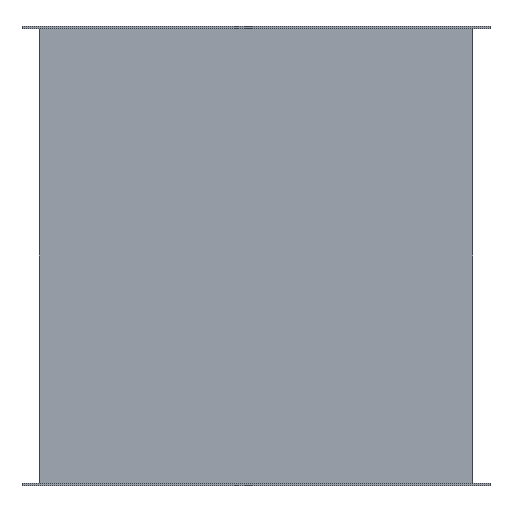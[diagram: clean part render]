
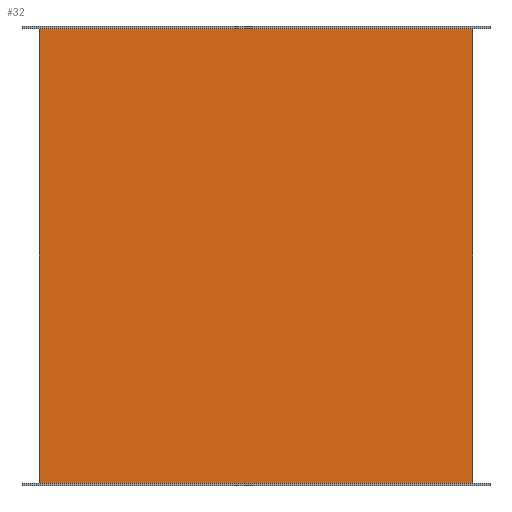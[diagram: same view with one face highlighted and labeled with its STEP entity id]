
A CAD part, front view. The second image highlights one B-rep face of the part: STEP entity #32.
In plain terms, the highlighted planar face has unit normal (0, -1, 0).
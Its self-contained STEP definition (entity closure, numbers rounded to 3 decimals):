
#10 = DIRECTION ( 'NONE',  ( 0., 1., 0. ) ) ;
#32 = ADVANCED_FACE ( 'NONE', ( #545 ), #1264, .F. ) ;
#208 = LINE ( 'NONE', #1759, #1259 ) ;
#215 = ORIENTED_EDGE ( 'NONE', *, *, #2265, .T. ) ;
#377 = EDGE_LOOP ( 'NONE', ( #1350, #1219, #1239, #215 ) ) ;
#389 = DIRECTION ( 'NONE',  ( -1., 0., 0. ) ) ;
#545 = FACE_OUTER_BOUND ( 'NONE', #377, .T. ) ;
#564 = EDGE_CURVE ( 'NONE', #676, #1226, #1621, .T. ) ;
#676 = VERTEX_POINT ( 'NONE', #2586 ) ;
#749 = VERTEX_POINT ( 'NONE', #2182 ) ;
#858 = VECTOR ( 'NONE', #2313, 1000. ) ;
#929 = DIRECTION ( 'NONE',  ( 0., 0., -1. ) ) ;
#1062 = VECTOR ( 'NONE', #1488, 1000. ) ;
#1219 = ORIENTED_EDGE ( 'NONE', *, *, #1745, .T. ) ;
#1226 = VERTEX_POINT ( 'NONE', #1929 ) ;
#1239 = ORIENTED_EDGE ( 'NONE', *, *, #564, .F. ) ;
#1254 = CARTESIAN_POINT ( 'NONE',  ( -250., -125., -262. ) ) ;
#1259 = VECTOR ( 'NONE', #929, 1000. ) ;
#1264 = PLANE ( 'NONE',  #2454 ) ;
#1350 = ORIENTED_EDGE ( 'NONE', *, *, #1383, .T. ) ;
#1383 = EDGE_CURVE ( 'NONE', #749, #2672, #208, .T. ) ;
#1431 = CARTESIAN_POINT ( 'NONE',  ( -250., -125., 262. ) ) ;
#1483 = DIRECTION ( 'NONE',  ( -1., 0., 0. ) ) ;
#1488 = DIRECTION ( 'NONE',  ( 0., 0., -1. ) ) ;
#1621 = LINE ( 'NONE', #2117, #1062 ) ;
#1745 = EDGE_CURVE ( 'NONE', #2672, #1226, #2042, .T. ) ;
#1759 = CARTESIAN_POINT ( 'NONE',  ( -250., -125., 265. ) ) ;
#1770 = VECTOR ( 'NONE', #389, 1000. ) ;
#1842 = LINE ( 'NONE', #1431, #1770 ) ;
#1929 = CARTESIAN_POINT ( 'NONE',  ( 250., -125., -262. ) ) ;
#2042 = LINE ( 'NONE', #1254, #858 ) ;
#2117 = CARTESIAN_POINT ( 'NONE',  ( 250., -125., 265. ) ) ;
#2182 = CARTESIAN_POINT ( 'NONE',  ( -250., -125., 262. ) ) ;
#2265 = EDGE_CURVE ( 'NONE', #676, #749, #1842, .T. ) ;
#2313 = DIRECTION ( 'NONE',  ( 1., 0., 0. ) ) ;
#2323 = CARTESIAN_POINT ( 'NONE',  ( -250., -125., 265. ) ) ;
#2454 = AXIS2_PLACEMENT_3D ( 'NONE', #2323, #10, #1483 ) ;
#2586 = CARTESIAN_POINT ( 'NONE',  ( 250., -125., 262. ) ) ;
#2672 = VERTEX_POINT ( 'NONE', #2678 ) ;
#2678 = CARTESIAN_POINT ( 'NONE',  ( -250., -125., -262. ) ) ;
